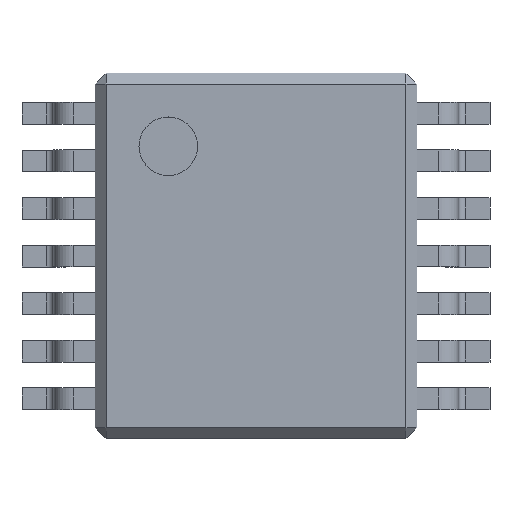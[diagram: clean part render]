
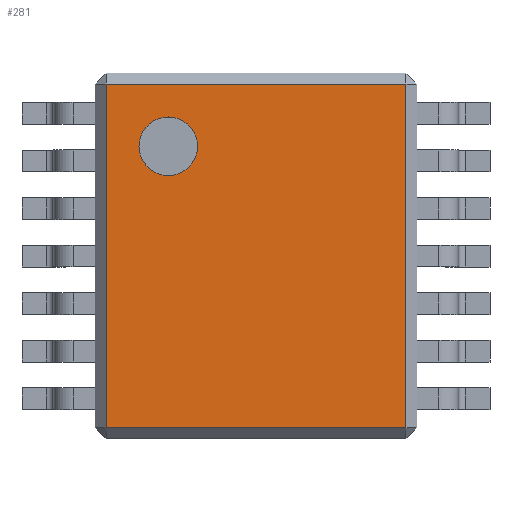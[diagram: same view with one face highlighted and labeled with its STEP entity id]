
A CAD part, top view. The second image highlights one B-rep face of the part: STEP entity #281.
In plain terms, the highlighted planar face has unit normal (0, 0, 1).
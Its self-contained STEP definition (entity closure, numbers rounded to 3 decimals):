
#13=DIRECTION('',(0.,0.,1.));
#14=DIRECTION('',(1.,0.,0.));
#77=VECTOR('',#78,1.);
#78=DIRECTION('',(0.,1.,0.));
#152=VERTEX_POINT('',#153);
#153=CARTESIAN_POINT('',(-2.05,-2.35,1.2));
#160=VERTEX_POINT('',#161);
#161=CARTESIAN_POINT('',(-2.05,2.35,1.2));
#166=ORIENTED_EDGE('',*,*,#167,.F.);
#167=EDGE_CURVE('',#152,#160,#168,.T.);
#168=LINE('',#169,#77);
#169=CARTESIAN_POINT('',(-2.05,-2.5,1.2));
#239=VECTOR('',#14,1.);
#281=ADVANCED_FACE('',(#282,#300),#309,.T.);
#282=FACE_BOUND('',#283,.T.);
#283=EDGE_LOOP('',(#166,#284,#290,#296));
#284=ORIENTED_EDGE('',*,*,#285,.T.);
#285=EDGE_CURVE('',#152,#286,#288,.T.);
#286=VERTEX_POINT('',#287);
#287=CARTESIAN_POINT('',(2.05,-2.35,1.2));
#288=LINE('',#289,#239);
#289=CARTESIAN_POINT('',(-2.2,-2.35,1.2));
#290=ORIENTED_EDGE('',*,*,#291,.T.);
#291=EDGE_CURVE('',#286,#292,#294,.T.);
#292=VERTEX_POINT('',#293);
#293=CARTESIAN_POINT('',(2.05,2.35,1.2));
#294=LINE('',#295,#77);
#295=CARTESIAN_POINT('',(2.05,-2.5,1.2));
#296=ORIENTED_EDGE('',*,*,#297,.F.);
#297=EDGE_CURVE('',#160,#292,#298,.T.);
#298=LINE('',#299,#239);
#299=CARTESIAN_POINT('',(-2.2,2.35,1.2));
#300=FACE_BOUND('',#301,.T.);
#301=EDGE_LOOP('',(#302));
#302=ORIENTED_EDGE('',*,*,#303,.F.);
#303=EDGE_CURVE('',#304,#304,#306,.T.);
#304=VERTEX_POINT('',#305);
#305=CARTESIAN_POINT('',(-0.8,1.5,1.2));
#306=CIRCLE('',#307,0.4);
#307=AXIS2_PLACEMENT_3D('',#308,#13,#14);
#308=CARTESIAN_POINT('',(-1.2,1.5,1.2));
#309=PLANE('',#310);
#310=AXIS2_PLACEMENT_3D('',#311,#13,#14);
#311=CARTESIAN_POINT('',(-2.2,-2.5,1.2));
